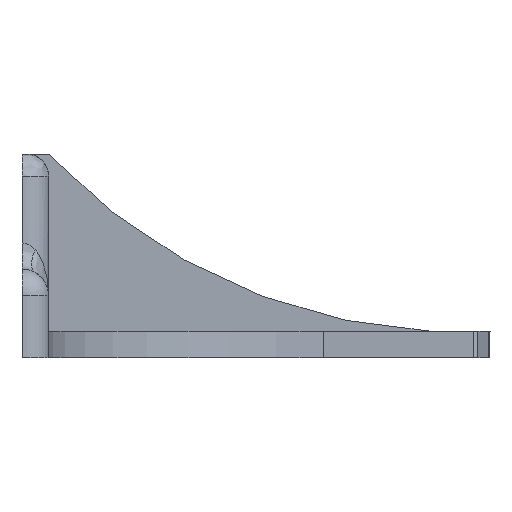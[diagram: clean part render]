
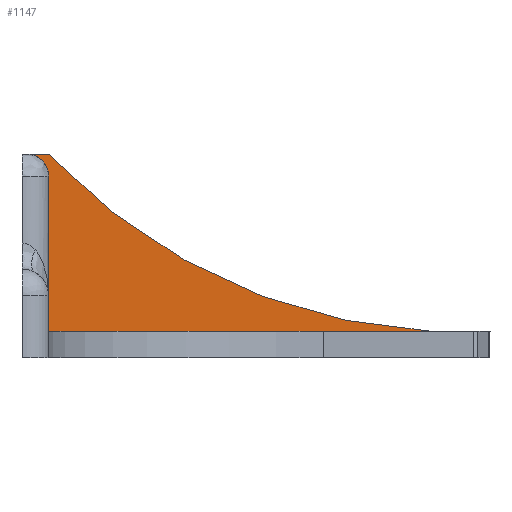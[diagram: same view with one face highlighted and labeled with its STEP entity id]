
A CAD part, left-side view. The second image highlights one B-rep face of the part: STEP entity #1147.
In plain terms, the highlighted planar face has unit normal (-1, 0, 0).
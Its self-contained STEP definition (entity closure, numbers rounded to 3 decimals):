
#59=PLANE('',#1272);
#116=FACE_OUTER_BOUND('',#195,.T.);
#195=EDGE_LOOP('',(#944,#945,#946,#947,#948));
#240=LINE('',#1787,#329);
#260=LINE('',#1972,#349);
#278=LINE('',#2073,#367);
#329=VECTOR('',#1401,10.);
#349=VECTOR('',#1483,10.);
#367=VECTOR('',#1545,10.);
#440=CIRCLE('',#1244,2.5);
#447=CIRCLE('',#1266,63.822);
#506=VERTEX_POINT('',#1784);
#507=VERTEX_POINT('',#1786);
#536=VERTEX_POINT('',#1946);
#538=VERTEX_POINT('',#1971);
#544=VERTEX_POINT('',#2051);
#620=EDGE_CURVE('',#506,#507,#240,.T.);
#659=EDGE_CURVE('',#536,#507,#440,.T.);
#666=EDGE_CURVE('',#538,#536,#260,.T.);
#683=EDGE_CURVE('',#544,#538,#447,.T.);
#694=EDGE_CURVE('',#544,#506,#278,.T.);
#944=ORIENTED_EDGE('',*,*,#683,.T.);
#945=ORIENTED_EDGE('',*,*,#666,.T.);
#946=ORIENTED_EDGE('',*,*,#659,.T.);
#947=ORIENTED_EDGE('',*,*,#620,.F.);
#948=ORIENTED_EDGE('',*,*,#694,.F.);
#1147=ADVANCED_FACE('',(#116),#59,.T.);
#1244=AXIS2_PLACEMENT_3D('',#1947,#1466,#1467);
#1266=AXIS2_PLACEMENT_3D('',#2052,#1523,#1524);
#1272=AXIS2_PLACEMENT_3D('',#2072,#1543,#1544);
#1401=DIRECTION('',(0.,0.,1.));
#1466=DIRECTION('center_axis',(1.,0.,0.));
#1467=DIRECTION('ref_axis',(0.,-0.707,0.707));
#1483=DIRECTION('',(0.,1.,0.));
#1523=DIRECTION('center_axis',(1.,0.,0.));
#1524=DIRECTION('ref_axis',(0.,-0.052,-0.999));
#1543=DIRECTION('center_axis',(-1.,0.,0.));
#1544=DIRECTION('ref_axis',(0.,-1.,0.));
#1545=DIRECTION('',(0.,1.,0.));
#1784=CARTESIAN_POINT('',(-14.964,97.301,516.5));
#1786=CARTESIAN_POINT('',(-14.964,97.301,534.));
#1787=CARTESIAN_POINT('',(-14.964,97.301,515.));
#1946=CARTESIAN_POINT('',(-14.964,99.801,536.5));
#1947=CARTESIAN_POINT('Origin',(-14.964,99.801,534.));
#1971=CARTESIAN_POINT('',(-14.964,97.301,536.5));
#1972=CARTESIAN_POINT('',(-14.964,85.601,536.5));
#2051=CARTESIAN_POINT('',(-14.964,54.141,516.5));
#2052=CARTESIAN_POINT('Origin',(-14.964,50.82,580.236));
#2072=CARTESIAN_POINT('Origin',(-14.964,97.301,516.5));
#2073=CARTESIAN_POINT('',(-14.964,85.476,516.5));
